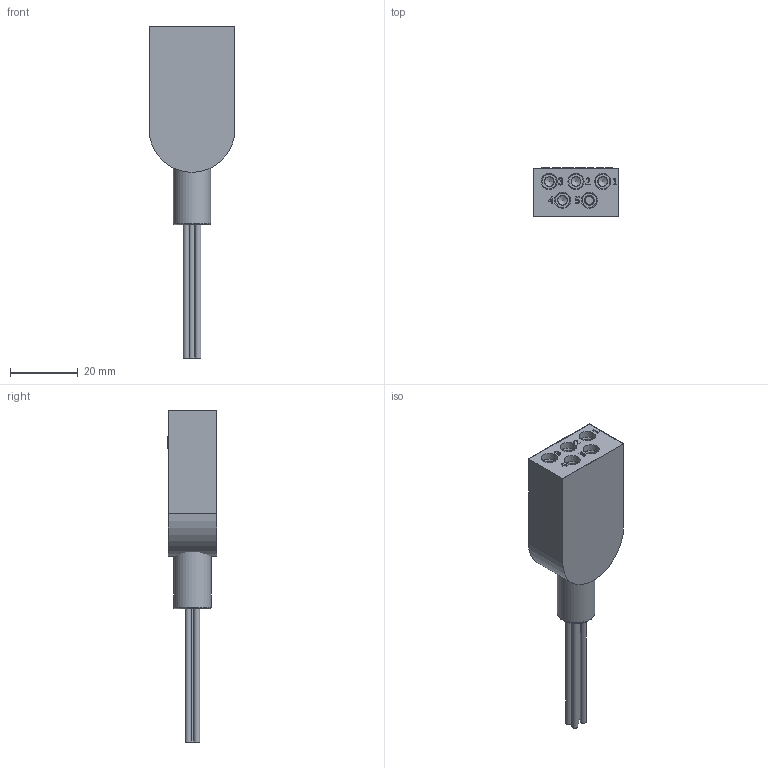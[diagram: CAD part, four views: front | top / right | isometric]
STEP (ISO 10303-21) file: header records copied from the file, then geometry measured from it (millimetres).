
FILE_DESCRIPTION(/* description */ (''),/* implementation_level */ '2;1');
FILE_NAME(/* name */ 'LPOM5F.stp',/* time_stamp */ '2015-03-23T09:07:55+01:00',/* author */ ('sh'),/* organization */ (''),/* preprocessor_version */ 'ST-DEVELOPER v15.2',/* originating_system */ 'Autodesk Inventor 2014',/* authorisation */ '');
FILE_SCHEMA (('AUTOMOTIVE_DESIGN { 1 0 10303 214 3 1 1 }'));
Length unit declared in the file: inch
Products named in the file (1): LPOM5F
Bounding box: 25.4 x 14.58 x 98.17 mm (x, y, z)
Volume: 15149.7 mm3; surface area: 11694.9 mm2
Topology: 17 solids, 17 shells, 633 faces, 1609 edges, 1024 vertices
Faces by surface type: plane 242, torus 127, cylinder 123, bspline 92, cone 49
Full cylindrical faces by diameter (mm): 1.778 x5, 2.134 x36, 2.769 x1, 2.819 x5, 2.845 x1, 2.896 x5, 3.912 x5, 3.962 x5, 4.013 x9, 4.75 x9, 4.775 x25, 4.826 x9, 8.001 x1, 9.601 x1, 11.1 x1
Entity records: 20569 total; most frequent: CARTESIAN_POINT 7176, DIRECTION 2548, ORIENTED_EDGE 2502, EDGE_CURVE 1251, AXIS2_PLACEMENT_3D 1015, EDGE_LOOP 958, VERTEX_POINT 929, ADVANCED_FACE 633
